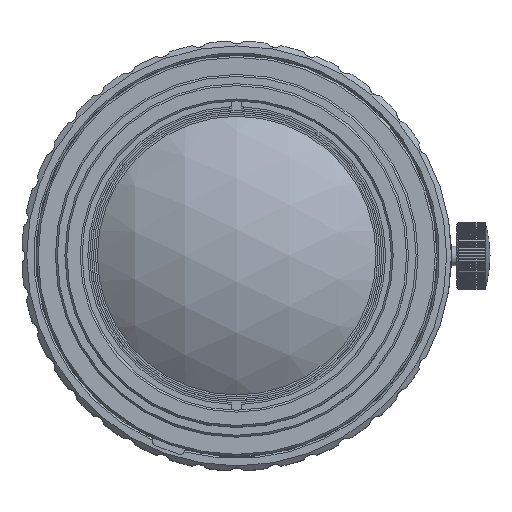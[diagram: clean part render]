
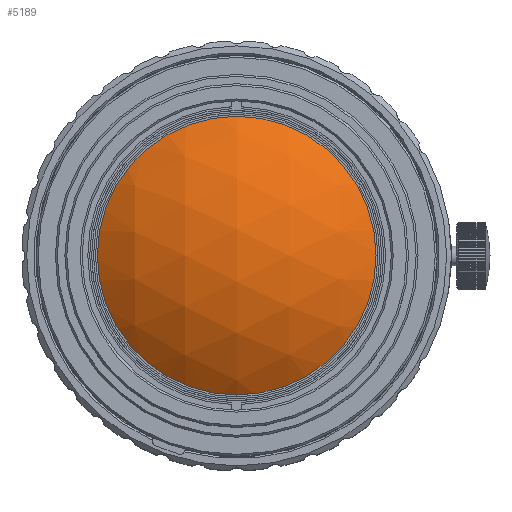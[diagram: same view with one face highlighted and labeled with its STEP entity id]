
A CAD part, top view. The second image highlights one B-rep face of the part: STEP entity #5189.
In plain terms, the highlighted spherical face has radius 24.88 mm.
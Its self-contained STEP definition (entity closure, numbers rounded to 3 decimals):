
#27=SPHERICAL_SURFACE('',#18449,24.88);
#2059=FACE_OUTER_BOUND('',#7830,.T.);
#5189=ADVANCED_FACE('',(#2059),#27,.T.);
#7830=EDGE_LOOP('',(#10961));
#10961=ORIENTED_EDGE('',*,*,#16042,.T.);
#13985=VERTEX_POINT('',#33364);
#16042=EDGE_CURVE('',#13985,#13985,#17310,.T.);
#17310=CIRCLE('',#18448,15.341);
#18448=AXIS2_PLACEMENT_3D('',#33363,#21236,#21237);
#18449=AXIS2_PLACEMENT_3D('',#33365,#21238,#21239);
#21236=DIRECTION('',(0.,0.,1.));
#21237=DIRECTION('',(-1.,0.,0.));
#21238=DIRECTION('',(-1.,0.,0.));
#21239=DIRECTION('',(0.,1.,0.));
#33363=CARTESIAN_POINT('',(0.,0.,37.701));
#33364=CARTESIAN_POINT('',(15.341,0.,37.701));
#33365=CARTESIAN_POINT('',(0.,0.,18.113));
